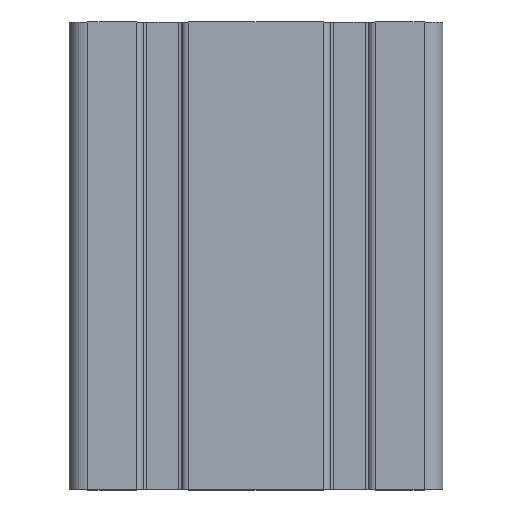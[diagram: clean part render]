
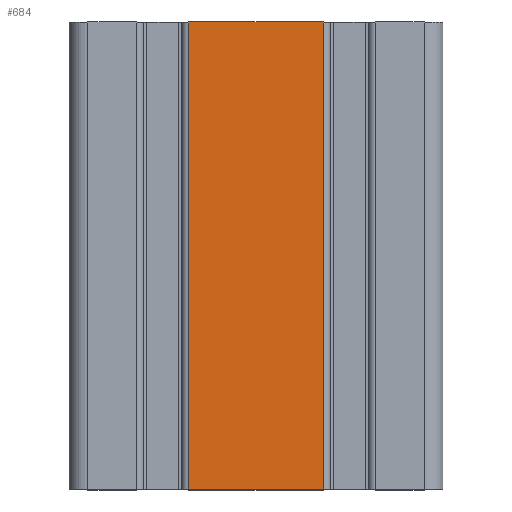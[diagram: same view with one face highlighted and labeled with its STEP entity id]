
A CAD part, top view. The second image highlights one B-rep face of the part: STEP entity #684.
In plain terms, the highlighted planar face has unit normal (0, 0, 1).
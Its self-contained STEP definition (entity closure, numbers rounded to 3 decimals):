
#684 = ADVANCED_FACE( '', ( #1679 ), #1680, .F. );
#1679 = FACE_OUTER_BOUND( '', #2980, .T. );
#1680 = PLANE( '', #2981 );
#2980 = EDGE_LOOP( '', ( #5263, #5264, #5265, #5266 ) );
#2981 = AXIS2_PLACEMENT_3D( '', #5267, #5268, #5269 );
#5263 = ORIENTED_EDGE( '', *, *, #8679, .T. );
#5264 = ORIENTED_EDGE( '', *, *, #8927, .F. );
#5265 = ORIENTED_EDGE( '', *, *, #8928, .F. );
#5266 = ORIENTED_EDGE( '', *, *, #8929, .T. );
#5267 = CARTESIAN_POINT( '', ( -14.4, 100., 60. ) );
#5268 = DIRECTION( '', ( 0., 0., -1. ) );
#5269 = DIRECTION( '', ( -1., 0., 0. ) );
#8679 = EDGE_CURVE( '', #10823, #10821, #10824, .T. );
#8927 = EDGE_CURVE( '', #11214, #10821, #11215, .T. );
#8928 = EDGE_CURVE( '', #11216, #11214, #11217, .T. );
#8929 = EDGE_CURVE( '', #11216, #10823, #11218, .T. );
#10821 = VERTEX_POINT( '', #13634 );
#10823 = VERTEX_POINT( '', #13636 );
#10824 = LINE( '', #13637, #13638 );
#11214 = VERTEX_POINT( '', #14156 );
#11215 = LINE( '', #14157, #14158 );
#11216 = VERTEX_POINT( '', #14159 );
#11217 = LINE( '', #14160, #14161 );
#11218 = LINE( '', #14162, #14163 );
#13634 = CARTESIAN_POINT( '', ( 14.4, 0., 60. ) );
#13636 = CARTESIAN_POINT( '', ( -14.4, 0., 60. ) );
#13637 = CARTESIAN_POINT( '', ( -14.4, 0., 60. ) );
#13638 = VECTOR( '', #16530, 1000. );
#14156 = CARTESIAN_POINT( '', ( 14.4, 100., 60. ) );
#14157 = CARTESIAN_POINT( '', ( 14.4, 100., 60. ) );
#14158 = VECTOR( '', #16878, 1000. );
#14159 = CARTESIAN_POINT( '', ( -14.4, 100., 60. ) );
#14160 = CARTESIAN_POINT( '', ( -14.4, 100., 60. ) );
#14161 = VECTOR( '', #16879, 1000. );
#14162 = CARTESIAN_POINT( '', ( -14.4, 100., 60. ) );
#14163 = VECTOR( '', #16880, 1000. );
#16530 = DIRECTION( '', ( 1., 0., 0. ) );
#16878 = DIRECTION( '', ( 0., -1., 0. ) );
#16879 = DIRECTION( '', ( 1., 0., 0. ) );
#16880 = DIRECTION( '', ( 0., -1., 0. ) );
